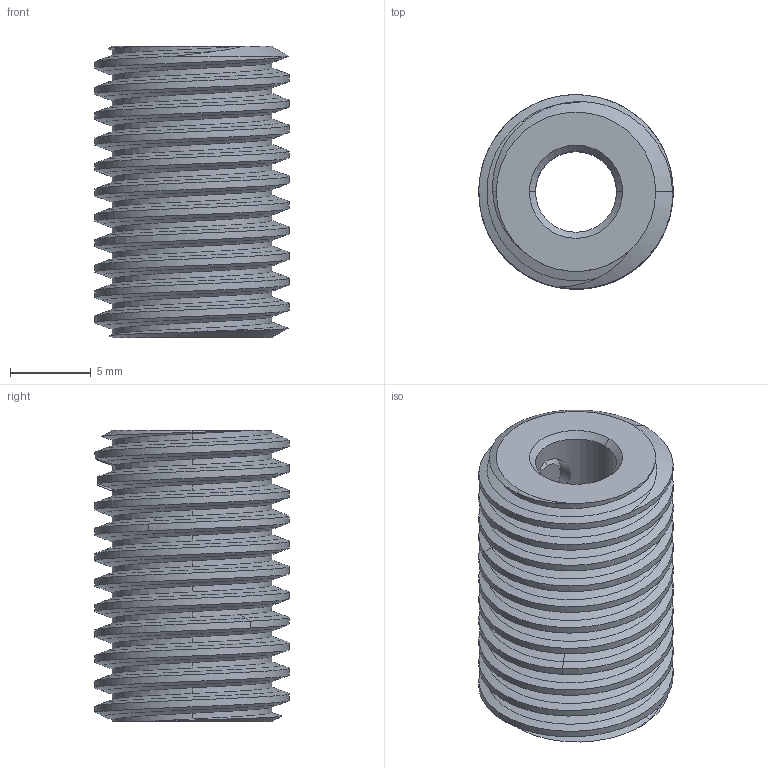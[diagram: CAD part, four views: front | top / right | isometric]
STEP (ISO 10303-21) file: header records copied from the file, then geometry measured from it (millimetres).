
FILE_DESCRIPTION (( 'STEP AP203' ), '1' );
FILE_NAME ('57545K624_Steel Worm.STEP', '2026-01-15T00:52:49', ( 'McMaster Carr Supply' ), ( 'McMaster Carr Supply' ), 'SwSTEP 2.0', 'SolidWorks 2024', '' );
FILE_SCHEMA (( 'CONFIG_CONTROL_DESIGN' ));
Length unit declared in the file: inch
Products named in the file (1): 57545K624_Steel Worm
Bounding box: 12 x 12 x 18 mm (x, y, z)
Volume: 1336.8 mm3; surface area: 1648.7 mm2
Topology: 2 solids, 2 shells, 85 faces, 222 edges, 141 vertices
Faces by surface type: cylinder 32, bspline 28, cone 14, plane 11
Entity records: 11998 total; most frequent: CARTESIAN_POINT 10146, ORIENTED_EDGE 444, DIRECTION 236, EDGE_CURVE 222, VERTEX_POINT 141, B_SPLINE_CURVE_WITH_KNOTS 126, EDGE_LOOP 89, ADVANCED_FACE 85
